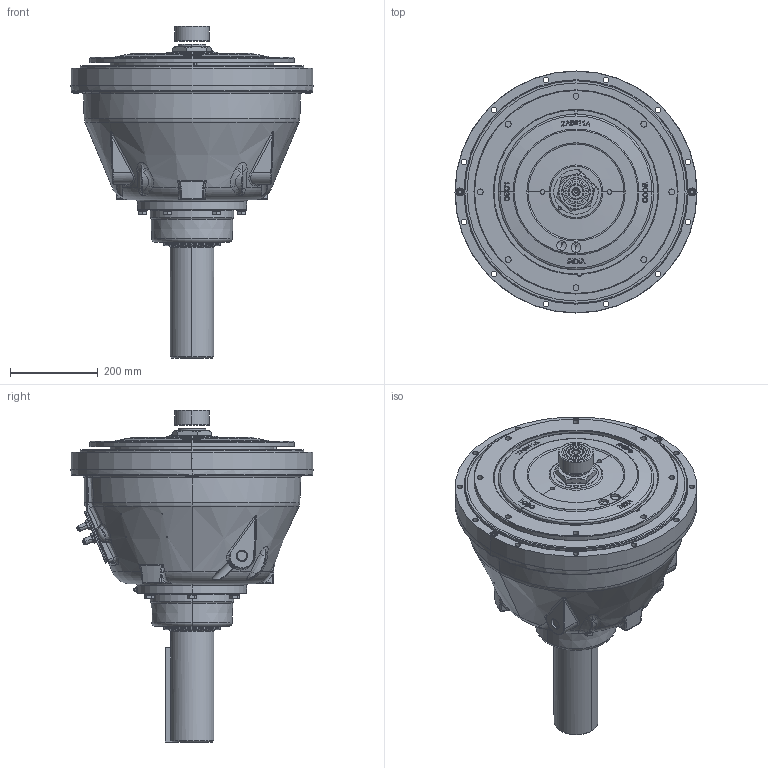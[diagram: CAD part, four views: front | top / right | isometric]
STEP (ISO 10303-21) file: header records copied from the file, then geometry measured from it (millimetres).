
FILE_DESCRIPTION (( 'STEP AP214' ), '1' );
FILE_NAME ('1030490A.STEP', '2016-10-06T20:00:47', ( '' ), ( '' ), 'SwSTEP 2.0', 'SolidWorks 2015', '' );
FILE_SCHEMA (( 'AUTOMOTIVE_DESIGN' ));
Length unit declared in the file: millimetre
Products named in the file (1): 1030490A
Bounding box: 553.34 x 553.34 x 758.8 mm (x, y, z)
Surface area: 1630959.1 mm2 (no closed solid volume)
Topology: 0 solids, 88 shells, 1013 faces, 3247 edges, 2224 vertices
Faces by surface type: plane 292, cylinder 253, bspline 243, cone 121, torus 95, sphere 9
Entity records: 65020 total; most frequent: CARTESIAN_POINT 28101, ORIENTED_EDGE 5054, DIRECTION 4850, EDGE_CURVE 3216, VERTEX_POINT 2221, AXIS2_PLACEMENT_3D 1875, EDGE_LOOP 1176, CIRCLE 1104
